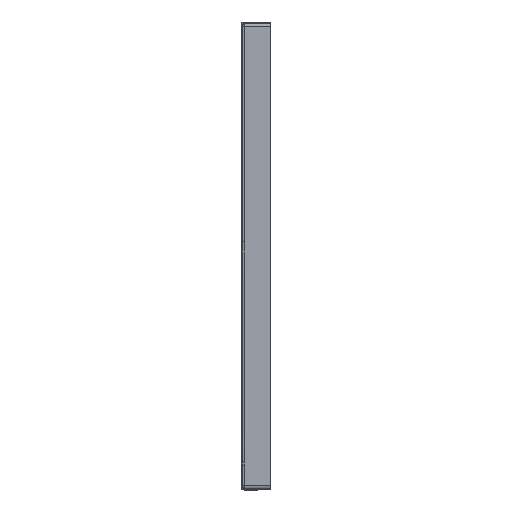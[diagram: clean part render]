
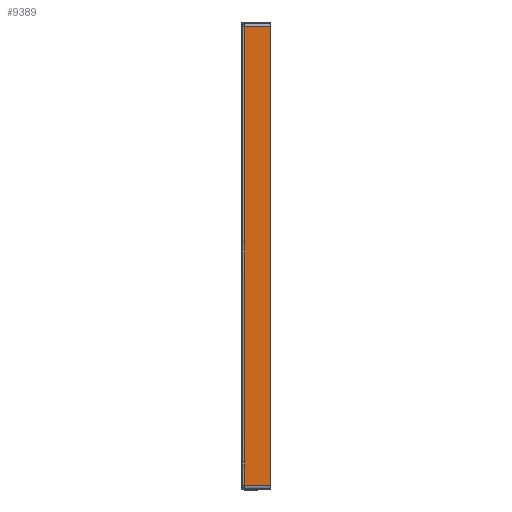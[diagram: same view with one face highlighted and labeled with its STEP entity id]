
A CAD part, left-side view. The second image highlights one B-rep face of the part: STEP entity #9389.
In plain terms, the highlighted planar face has unit normal (-1, 0, 0).
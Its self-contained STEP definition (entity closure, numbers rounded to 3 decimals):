
#1922=DIRECTION('',(0.,0.,-1.));
#1923=VECTOR('',#1922,5.007);
#1924=CARTESIAN_POINT('',(-850.,-5.107,45.));
#1925=LINE('',#1924,#1923);
#1926=CARTESIAN_POINT('',(-850.,-5.049,
397.501));
#1927=CARTESIAN_POINT('',(-850.,-5.055,
358.53));
#1928=CARTESIAN_POINT('',(-850.,-5.068,
280.457));
#1929=CARTESIAN_POINT('',(-850.,-5.088,
162.957));
#1930=CARTESIAN_POINT('',(-850.,-5.101,84.362));
#1931=CARTESIAN_POINT('',(-850.,-5.107,45.));
#1945=DIRECTION('',(0.,0.,1.));
#1946=VECTOR('',#1945,345.499);
#1947=CARTESIAN_POINT('',(-850.,-5.049,
397.501));
#1948=LINE('',#1947,#1946);
#1949=DIRECTION('',(0.,0.,-1.));
#1950=VECTOR('',#1949,736.);
#1951=CARTESIAN_POINT('',(-850.,-48.,743.));
#1952=LINE('',#1951,#1950);
#1953=DIRECTION('',(0.,1.,0.));
#1954=VECTOR('',#1953,42.981);
#1955=CARTESIAN_POINT('',(-850.,-48.,7.));
#1956=LINE('',#1955,#1954);
#1957=DIRECTION('',(0.,-0.003,1.));
#1958=VECTOR('',#1957,32.993);
#1959=CARTESIAN_POINT('',(-850.,-5.019,
7.));
#1960=LINE('',#1959,#1958);
#2905=DIRECTION('',(0.,1.,0.));
#2906=VECTOR('',#2905,43.);
#2907=CARTESIAN_POINT('',(-850.,-48.,743.));
#2908=LINE('',#2907,#2906);
#6286=CARTESIAN_POINT('',(-850.,-5.107,45.));
#6287=VERTEX_POINT('',#6286);
#6288=CARTESIAN_POINT('',(-850.,-5.107,
39.993));
#6289=VERTEX_POINT('',#6288);
#6290=VERTEX_POINT('',#1926);
#6292=CARTESIAN_POINT('',(-850.,-5.,
743.));
#6293=VERTEX_POINT('',#6292);
#6294=CARTESIAN_POINT('',(-850.,-48.,743.));
#6295=VERTEX_POINT('',#6294);
#6296=CARTESIAN_POINT('',(-850.,-48.,7.));
#6297=VERTEX_POINT('',#6296);
#6298=CARTESIAN_POINT('',(-850.,-5.019,
7.));
#6299=VERTEX_POINT('',#6298);
#9370=CARTESIAN_POINT('',(-850.,0.,0.));
#9371=DIRECTION('',(-1.,0.,0.));
#9372=DIRECTION('',(0.,0.,1.));
#9373=AXIS2_PLACEMENT_3D('',#9370,#9371,#9372);
#9374=PLANE('',#9373);
#9375=ORIENTED_EDGE('',*,*,#9312,.F.);
#9376=ORIENTED_EDGE('',*,*,#9360,.F.);
#9378=ORIENTED_EDGE('',*,*,#9377,.T.);
#9380=ORIENTED_EDGE('',*,*,#9379,.F.);
#9382=ORIENTED_EDGE('',*,*,#9381,.T.);
#9384=ORIENTED_EDGE('',*,*,#9383,.T.);
#9386=ORIENTED_EDGE('',*,*,#9385,.T.);
#9387=EDGE_LOOP('',(#9375,#9376,#9378,#9380,#9382,#9384,#9386));
#9388=FACE_OUTER_BOUND('',#9387,.F.);
#9389=ADVANCED_FACE('',(#9388),#9374,.T.);
#1932=B_SPLINE_CURVE_WITH_KNOTS('',3,(#1926,#1927,#1928,#1929,#1930,#1931),
.UNSPECIFIED.,.F.,.F.,(4,1,1,4),(0.,0.333,0.667,1.),
.UNSPECIFIED.);
#9312=EDGE_CURVE('',#6287,#6289,#1925,.T.);
#9360=EDGE_CURVE('',#6290,#6287,#1932,.T.);
#9377=EDGE_CURVE('',#6290,#6293,#1948,.T.);
#9379=EDGE_CURVE('',#6295,#6293,#2908,.T.);
#9381=EDGE_CURVE('',#6295,#6297,#1952,.T.);
#9383=EDGE_CURVE('',#6297,#6299,#1956,.T.);
#9385=EDGE_CURVE('',#6299,#6289,#1960,.T.);
